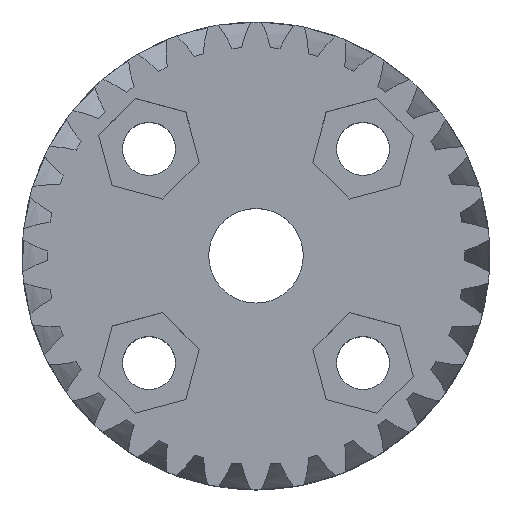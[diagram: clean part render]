
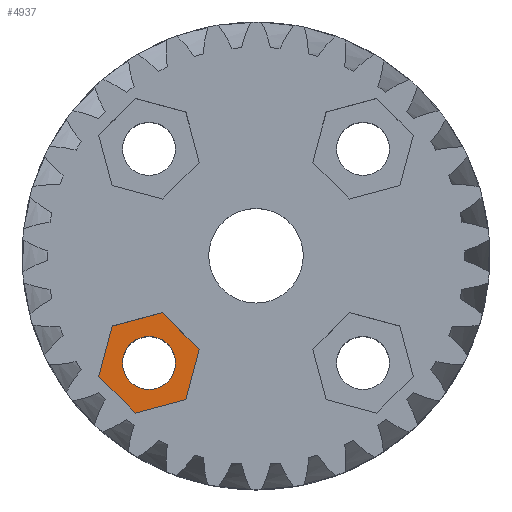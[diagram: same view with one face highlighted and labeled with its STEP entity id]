
A CAD part, top view. The second image highlights one B-rep face of the part: STEP entity #4937.
In plain terms, the highlighted planar face has unit normal (0, 0, 1).
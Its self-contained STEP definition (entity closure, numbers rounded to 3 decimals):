
#16=FACE_BOUND('',#716,.T.);
#47=PLANE('',#5256);
#80=CIRCLE('',#5257,2.1);
#413=FACE_OUTER_BOUND('',#715,.T.);
#715=EDGE_LOOP('',(#3444,#3445,#3446,#3447,#3448,#3449));
#716=EDGE_LOOP('',(#3450));
#1013=LINE('',#7303,#1097);
#1017=LINE('',#7310,#1101);
#1020=LINE('',#7316,#1104);
#1023=LINE('',#7322,#1107);
#1026=LINE('',#7328,#1110);
#1028=LINE('',#7331,#1112);
#1097=VECTOR('',#5475,10.);
#1101=VECTOR('',#5481,10.);
#1104=VECTOR('',#5486,10.);
#1107=VECTOR('',#5491,10.);
#1110=VECTOR('',#5496,10.);
#1112=VECTOR('',#5500,10.);
#1952=VERTEX_POINT('',#7300);
#1953=VERTEX_POINT('',#7302);
#1955=VERTEX_POINT('',#7308);
#1957=VERTEX_POINT('',#7314);
#1959=VERTEX_POINT('',#7320);
#1961=VERTEX_POINT('',#7326);
#1962=VERTEX_POINT('',#7333);
#2522=EDGE_CURVE('',#1952,#1953,#1013,.T.);
#2526=EDGE_CURVE('',#1955,#1952,#1017,.T.);
#2529=EDGE_CURVE('',#1957,#1955,#1020,.T.);
#2532=EDGE_CURVE('',#1959,#1957,#1023,.T.);
#2535=EDGE_CURVE('',#1961,#1959,#1026,.T.);
#2537=EDGE_CURVE('',#1953,#1961,#1028,.T.);
#2538=EDGE_CURVE('',#1962,#1962,#80,.T.);
#3444=ORIENTED_EDGE('',*,*,#2537,.F.);
#3445=ORIENTED_EDGE('',*,*,#2522,.F.);
#3446=ORIENTED_EDGE('',*,*,#2526,.F.);
#3447=ORIENTED_EDGE('',*,*,#2529,.F.);
#3448=ORIENTED_EDGE('',*,*,#2532,.F.);
#3449=ORIENTED_EDGE('',*,*,#2535,.F.);
#3450=ORIENTED_EDGE('',*,*,#2538,.F.);
#4937=ADVANCED_FACE('',(#413,#16),#47,.T.);
#5256=AXIS2_PLACEMENT_3D('',#7332,#5501,#5502);
#5257=AXIS2_PLACEMENT_3D('',#7334,#5503,#5504);
#5475=DIRECTION('',(0.259,0.966,0.));
#5481=DIRECTION('',(-0.707,0.707,0.));
#5486=DIRECTION('',(-0.966,-0.259,0.));
#5491=DIRECTION('',(-0.259,-0.966,0.));
#5496=DIRECTION('',(0.707,-0.707,0.));
#5500=DIRECTION('',(0.966,0.259,0.));
#5501=DIRECTION('center_axis',(0.,0.,1.));
#5502=DIRECTION('ref_axis',(1.,0.,0.));
#5503=DIRECTION('center_axis',(0.,0.,1.));
#5504=DIRECTION('ref_axis',(-1.,0.,0.));
#7300=CARTESIAN_POINT('',(-12.473,-9.554,15.));
#7302=CARTESIAN_POINT('',(-11.404,-5.566,15.));
#7303=CARTESIAN_POINT('',(-11.404,-5.566,15.));
#7308=CARTESIAN_POINT('',(-9.554,-12.473,15.));
#7310=CARTESIAN_POINT('',(-12.473,-9.554,15.));
#7314=CARTESIAN_POINT('',(-5.566,-11.404,15.));
#7316=CARTESIAN_POINT('',(-9.554,-12.473,15.));
#7320=CARTESIAN_POINT('',(-4.498,-7.417,15.));
#7322=CARTESIAN_POINT('',(-5.566,-11.404,15.));
#7326=CARTESIAN_POINT('',(-7.417,-4.498,15.));
#7328=CARTESIAN_POINT('',(-4.498,-7.417,15.));
#7331=CARTESIAN_POINT('',(-7.417,-4.498,15.));
#7332=CARTESIAN_POINT('Origin',(-8.485,-8.485,15.));
#7333=CARTESIAN_POINT('',(-6.385,-8.485,15.));
#7334=CARTESIAN_POINT('Origin',(-8.485,-8.485,15.));
